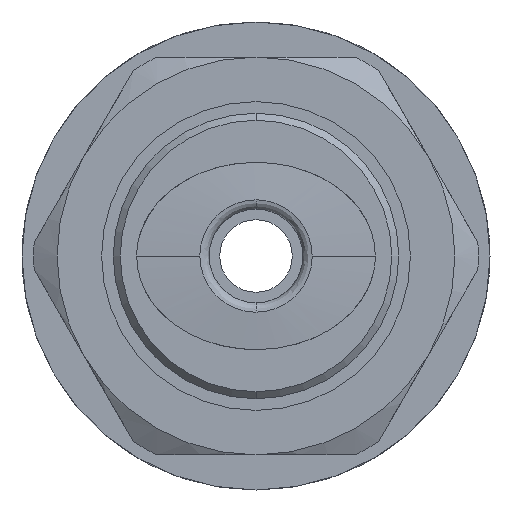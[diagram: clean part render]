
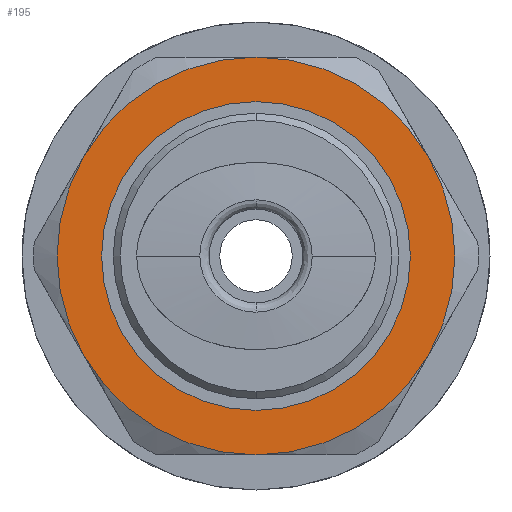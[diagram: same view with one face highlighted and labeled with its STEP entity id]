
A CAD part, front view. The second image highlights one B-rep face of the part: STEP entity #195.
In plain terms, the highlighted planar face has unit normal (0, -1, 0).
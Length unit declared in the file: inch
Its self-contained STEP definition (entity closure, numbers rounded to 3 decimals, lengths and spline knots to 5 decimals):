
#12 = CARTESIAN_POINT ( 'NONE',  ( 0., -0.40551, 0. ) ) ;
#61 = ORIENTED_EDGE ( 'NONE', *, *, #4046, .T. ) ;
#195 = ADVANCED_FACE ( 'NONE', ( #2155, #3035 ), #922, .T. ) ;
#221 = ORIENTED_EDGE ( 'NONE', *, *, #1601, .T. ) ;
#334 = EDGE_CURVE ( 'NONE', #3641, #3581, #4179, .T. ) ;
#370 = CIRCLE ( 'NONE', #1151, 0.25984 ) ;
#385 = CARTESIAN_POINT ( 'NONE',  ( -0.28981, -0.40551, 0.16732 ) ) ;
#404 = DIRECTION ( 'NONE',  ( 0., 0., 1. ) ) ;
#420 = AXIS2_PLACEMENT_3D ( 'NONE', #12, #2314, #404 ) ;
#489 = DIRECTION ( 'NONE',  ( 0., -1., 0. ) ) ;
#645 = AXIS2_PLACEMENT_3D ( 'NONE', #3042, #1070, #3389 ) ;
#922 = PLANE ( 'NONE',  #2718 ) ;
#980 = CARTESIAN_POINT ( 'NONE',  ( 0., -0.40551, 0. ) ) ;
#1038 = CARTESIAN_POINT ( 'NONE',  ( 0., -0.40551, 0. ) ) ;
#1053 = CARTESIAN_POINT ( 'NONE',  ( 0., -0.40551, 0. ) ) ;
#1070 = DIRECTION ( 'NONE',  ( 0., -1., 0. ) ) ;
#1116 = ORIENTED_EDGE ( 'NONE', *, *, #334, .T. ) ;
#1151 = AXIS2_PLACEMENT_3D ( 'NONE', #1038, #3352, #1369 ) ;
#1176 = DIRECTION ( 'NONE',  ( 0., -1., 0. ) ) ;
#1182 = DIRECTION ( 'NONE',  ( 0., -1., 0. ) ) ;
#1249 = CIRCLE ( 'NONE', #1591, 0.33465 ) ;
#1258 = CARTESIAN_POINT ( 'NONE',  ( -0.29724, -0.40551, 0. ) ) ;
#1313 = DIRECTION ( 'NONE',  ( 0., 0., 1. ) ) ;
#1369 = DIRECTION ( 'NONE',  ( 0., 0., 1. ) ) ;
#1383 = DIRECTION ( 'NONE',  ( 0., 0., 1. ) ) ;
#1490 = ORIENTED_EDGE ( 'NONE', *, *, #3468, .T. ) ;
#1585 = DIRECTION ( 'NONE',  ( 0., -1., 0. ) ) ;
#1591 = AXIS2_PLACEMENT_3D ( 'NONE', #1053, #3366, #1383 ) ;
#1601 = EDGE_CURVE ( 'NONE', #3959, #2138, #3865, .T. ) ;
#1643 = CARTESIAN_POINT ( 'NONE',  ( -0.28981, -0.40551, -0.16732 ) ) ;
#1779 = AXIS2_PLACEMENT_3D ( 'NONE', #3158, #1182, #3505 ) ;
#1794 = ORIENTED_EDGE ( 'NONE', *, *, #4001, .F. ) ;
#1814 = EDGE_LOOP ( 'NONE', ( #1794, #2106 ) ) ;
#2007 = VERTEX_POINT ( 'NONE', #4158 ) ;
#2074 = CIRCLE ( 'NONE', #3769, 0.33465 ) ;
#2106 = ORIENTED_EDGE ( 'NONE', *, *, #3243, .F. ) ;
#2138 = VERTEX_POINT ( 'NONE', #3471 ) ;
#2155 = FACE_BOUND ( 'NONE', #1814, .T. ) ;
#2180 = EDGE_CURVE ( 'NONE', #2007, #3641, #2811, .T. ) ;
#2237 = VERTEX_POINT ( 'NONE', #2506 ) ;
#2314 = DIRECTION ( 'NONE',  ( 0., -1., 0. ) ) ;
#2462 = CARTESIAN_POINT ( 'NONE',  ( 0., -0.40551, 0. ) ) ;
#2490 = CIRCLE ( 'NONE', #645, 0.25984 ) ;
#2506 = CARTESIAN_POINT ( 'NONE',  ( 0., -0.40551, -0.25984 ) ) ;
#2545 = CIRCLE ( 'NONE', #2582, 0.33465 ) ;
#2582 = AXIS2_PLACEMENT_3D ( 'NONE', #3152, #1176, #3501 ) ;
#2596 = VERTEX_POINT ( 'NONE', #385 ) ;
#2718 = AXIS2_PLACEMENT_3D ( 'NONE', #1258, #1585, #3919 ) ;
#2773 = EDGE_CURVE ( 'NONE', #3581, #2596, #2545, .T. ) ;
#2802 = DIRECTION ( 'NONE',  ( 0., 0., 1. ) ) ;
#2811 = CIRCLE ( 'NONE', #1779, 0.33465 ) ;
#2833 = AXIS2_PLACEMENT_3D ( 'NONE', #980, #3294, #1313 ) ;
#2875 = CARTESIAN_POINT ( 'NONE',  ( 0., -0.40551, 0.33465 ) ) ;
#2878 = EDGE_LOOP ( 'NONE', ( #1116, #3321, #1490, #221, #61, #3312 ) ) ;
#2920 = VERTEX_POINT ( 'NONE', #4002 ) ;
#3035 = FACE_OUTER_BOUND ( 'NONE', #2878, .T. ) ;
#3042 = CARTESIAN_POINT ( 'NONE',  ( 0., -0.40551, 0. ) ) ;
#3152 = CARTESIAN_POINT ( 'NONE',  ( 0., -0.40551, 0. ) ) ;
#3158 = CARTESIAN_POINT ( 'NONE',  ( 0., -0.40551, 0. ) ) ;
#3243 = EDGE_CURVE ( 'NONE', #2237, #2920, #2490, .T. ) ;
#3294 = DIRECTION ( 'NONE',  ( 0., -1., 0. ) ) ;
#3312 = ORIENTED_EDGE ( 'NONE', *, *, #2180, .T. ) ;
#3321 = ORIENTED_EDGE ( 'NONE', *, *, #2773, .T. ) ;
#3352 = DIRECTION ( 'NONE',  ( 0., -1., 0. ) ) ;
#3366 = DIRECTION ( 'NONE',  ( 0., -1., 0. ) ) ;
#3389 = DIRECTION ( 'NONE',  ( 0., 0., 1. ) ) ;
#3468 = EDGE_CURVE ( 'NONE', #2596, #3959, #2074, .T. ) ;
#3471 = CARTESIAN_POINT ( 'NONE',  ( 0., -0.40551, -0.33465 ) ) ;
#3501 = DIRECTION ( 'NONE',  ( 0., 0., 1. ) ) ;
#3505 = DIRECTION ( 'NONE',  ( 0., 0., 1. ) ) ;
#3567 = CARTESIAN_POINT ( 'NONE',  ( 0.28981, -0.40551, 0.16732 ) ) ;
#3581 = VERTEX_POINT ( 'NONE', #2875 ) ;
#3641 = VERTEX_POINT ( 'NONE', #3567 ) ;
#3769 = AXIS2_PLACEMENT_3D ( 'NONE', #2462, #489, #2802 ) ;
#3865 = CIRCLE ( 'NONE', #2833, 0.33465 ) ;
#3919 = DIRECTION ( 'NONE',  ( 0., 0., -1. ) ) ;
#3959 = VERTEX_POINT ( 'NONE', #1643 ) ;
#4001 = EDGE_CURVE ( 'NONE', #2920, #2237, #370, .T. ) ;
#4002 = CARTESIAN_POINT ( 'NONE',  ( 0., -0.40551, 0.25984 ) ) ;
#4046 = EDGE_CURVE ( 'NONE', #2138, #2007, #1249, .T. ) ;
#4158 = CARTESIAN_POINT ( 'NONE',  ( 0.28981, -0.40551, -0.16732 ) ) ;
#4179 = CIRCLE ( 'NONE', #420, 0.33465 ) ;
